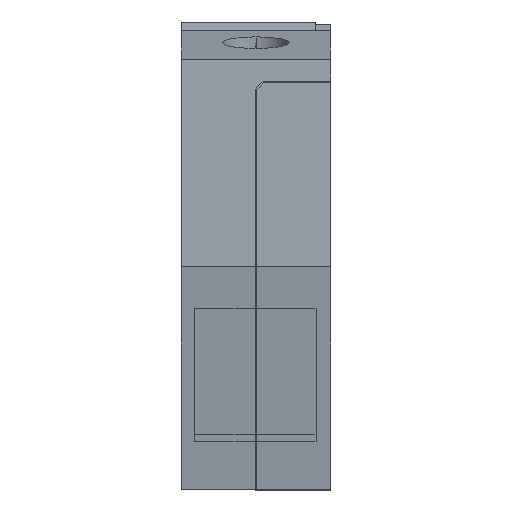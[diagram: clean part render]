
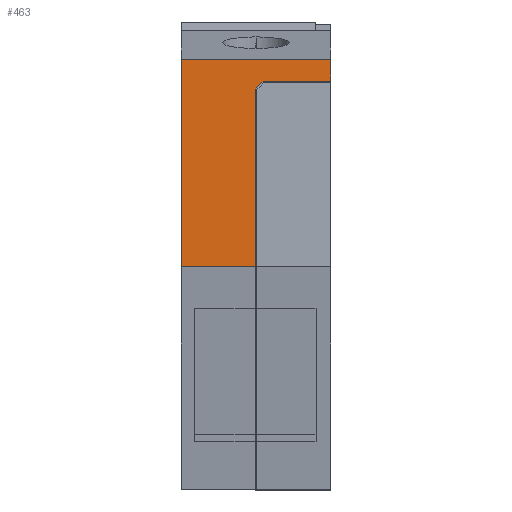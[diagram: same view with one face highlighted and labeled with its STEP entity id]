
A CAD part, top view. The second image highlights one B-rep face of the part: STEP entity #463.
In plain terms, the highlighted planar face has unit normal (0, 0, 1).
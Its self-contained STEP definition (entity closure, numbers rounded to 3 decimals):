
#419=AXIS2_PLACEMENT_3D('Plane Axis2P3D',#416,#417,#418) ;
#49=CARTESIAN_POINT('Vertex',(0.,15.025,44.9)) ;
#52=CARTESIAN_POINT('Line Origine',(0.,22.025,44.9)) ;
#56=CARTESIAN_POINT('Vertex',(0.,29.025,44.9)) ;
#396=CARTESIAN_POINT('Vertex',(5.,15.025,44.9)) ;
#399=CARTESIAN_POINT('Line Origine',(2.5,15.025,44.9)) ;
#416=CARTESIAN_POINT('Axis2P3D Location',(0.,29.025,44.9)) ;
#421=CARTESIAN_POINT('Line Origine',(10.1,28.288,44.9)) ;
#425=CARTESIAN_POINT('Vertex',(10.1,29.025,44.9)) ;
#427=CARTESIAN_POINT('Vertex',(10.1,27.55,44.9)) ;
#430=CARTESIAN_POINT('Line Origine',(5.05,29.025,44.9)) ;
#435=CARTESIAN_POINT('Line Origine',(5.,21.023,44.9)) ;
#439=CARTESIAN_POINT('Vertex',(5.,27.021,44.9)) ;
#442=CARTESIAN_POINT('Line Origine',(5.265,27.285,44.9)) ;
#446=CARTESIAN_POINT('Vertex',(5.529,27.55,44.9)) ;
#449=CARTESIAN_POINT('Line Origine',(7.815,27.55,44.9)) ;
#53=DIRECTION('Vector Direction',(0.,-1.,0.)) ;
#400=DIRECTION('Vector Direction',(1.,0.,0.)) ;
#417=DIRECTION('Axis2P3D Direction',(0.,0.,1.)) ;
#418=DIRECTION('Axis2P3D XDirection',(0.,-1.,0.)) ;
#422=DIRECTION('Vector Direction',(0.,-1.,0.)) ;
#431=DIRECTION('Vector Direction',(1.,0.,0.)) ;
#436=DIRECTION('Vector Direction',(0.,1.,0.)) ;
#443=DIRECTION('Vector Direction',(0.707,0.707,0.)) ;
#450=DIRECTION('Vector Direction',(1.,0.,0.)) ;
#54=VECTOR('Line Direction',#53,1.) ;
#401=VECTOR('Line Direction',#400,1.) ;
#423=VECTOR('Line Direction',#422,1.) ;
#432=VECTOR('Line Direction',#431,1.) ;
#437=VECTOR('Line Direction',#436,1.) ;
#444=VECTOR('Line Direction',#443,1.) ;
#451=VECTOR('Line Direction',#450,1.) ;
#455=ORIENTED_EDGE('',*,*,#429,.F.) ;
#456=ORIENTED_EDGE('',*,*,#434,.F.) ;
#457=ORIENTED_EDGE('',*,*,#58,.F.) ;
#458=ORIENTED_EDGE('',*,*,#403,.T.) ;
#459=ORIENTED_EDGE('',*,*,#441,.F.) ;
#460=ORIENTED_EDGE('',*,*,#448,.F.) ;
#461=ORIENTED_EDGE('',*,*,#453,.F.) ;
#463=ADVANCED_FACE('SECONDARY',(#462),#420,.T.) ;
#58=EDGE_CURVE('',#50,#57,#55,.F.) ;
#403=EDGE_CURVE('',#50,#397,#402,.T.) ;
#429=EDGE_CURVE('',#426,#428,#424,.T.) ;
#434=EDGE_CURVE('',#57,#426,#433,.T.) ;
#441=EDGE_CURVE('',#440,#397,#438,.F.) ;
#448=EDGE_CURVE('',#447,#440,#445,.F.) ;
#453=EDGE_CURVE('',#428,#447,#452,.F.) ;
#454=EDGE_LOOP('',(#455,#456,#457,#458,#459,#460,#461)) ;
#462=FACE_OUTER_BOUND('',#454,.T.) ;
#55=LINE('Line',#52,#54) ;
#402=LINE('Line',#399,#401) ;
#424=LINE('Line',#421,#423) ;
#433=LINE('Line',#430,#432) ;
#438=LINE('Line',#435,#437) ;
#445=LINE('Line',#442,#444) ;
#452=LINE('Line',#449,#451) ;
#420=PLANE('',#419) ;
#50=VERTEX_POINT('',#49) ;
#57=VERTEX_POINT('',#56) ;
#397=VERTEX_POINT('',#396) ;
#426=VERTEX_POINT('',#425) ;
#428=VERTEX_POINT('',#427) ;
#440=VERTEX_POINT('',#439) ;
#447=VERTEX_POINT('',#446) ;
